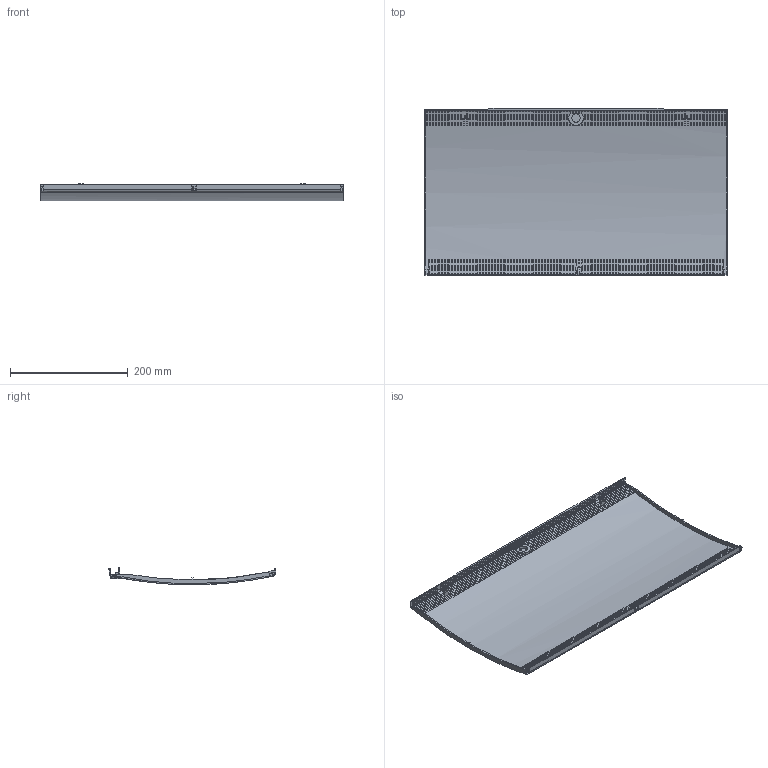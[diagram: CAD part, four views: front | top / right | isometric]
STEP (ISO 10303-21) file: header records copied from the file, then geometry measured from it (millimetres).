
FILE_DESCRIPTION((''),'2;1');
FILE_NAME('001101120_DOOR_ECT_ECM_48PT_ASM','2024-02-22T10:27:51',('klemen.sitar'),('Audax d.o.o.'),'CREO PARAMETRIC BY PTC INC, 2021304','CREO PARAMETRIC BY PTC INC, 2021304','');
FILE_SCHEMA(('AP242_MANAGED_MODEL_BASED_3D_ENGINEERING_MIM_LF { 1 0 10303 442 1 1 4 }'));
Products named in the file (6): VRATA_N48-C_S_J_1_1_1; N48C_1_ASM_1_ASM_1_1_ASM; N48C_ASM_1_ASM_1_1_ASM; ECT_48_PT_ASM_1_1_ASM; ECT_48_PO_ASM; 001101120_DOOR_ECT_ECM_48PT_ASM
Assembly tree (5 placements, depth 6):
  001101120_DOOR_ECT_ECM_48PT_ASM
    ECT_48_PO_ASM
      ECT_48_PT_ASM_1_1_ASM
        N48C_ASM_1_ASM_1_1_ASM
          N48C_1_ASM_1_ASM_1_1_ASM
            VRATA_N48-C_S_J_1_1_1
Bounding box: 513.93 x 284.35 x 29.9 mm (x, y, z)
Surface area: 329429.7 mm2 (no closed solid volume)
Topology: 0 solids, 1 shells, 1818 faces, 5440 edges, 3626 vertices
Faces by surface type: plane 1143, cylinder 660, cone 8, bspline 7
Entity records: 79705 total; most frequent: CARTESIAN_POINT 12927, ORIENTED_EDGE 10876, DIRECTION 10348, PRESENTATION_STYLE_ASSIGNMENT 5447, STYLED_ITEM 5447, CURVE_STYLE 5446, EDGE_CURVE 5440, VERTEX_POINT 3626
